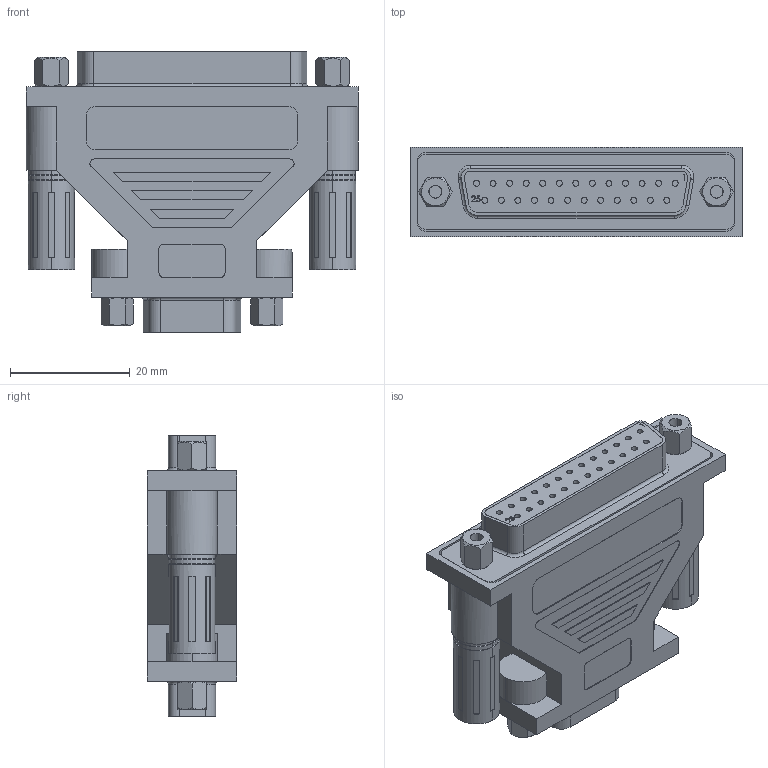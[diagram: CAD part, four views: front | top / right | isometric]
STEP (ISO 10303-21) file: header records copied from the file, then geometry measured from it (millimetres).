
FILE_DESCRIPTION (( 'STEP AP203' ), '1' );
FILE_NAME ('DGL259FF-IBM.STEP', '2014-10-03T12:23:56', ( 'x' ), ( '' ), 'SwSTEP 2.0', 'SolidWorks 2014', '' );
FILE_SCHEMA (( 'CONFIG_CONTROL_DESIGN' ));
Length unit declared in the file: inch
Products named in the file (9): DGL259-MA2; DGL259-MA3 ; DGL259-MA4; SD9S; SD25S; SDHS-PROD_DEFAULT; 3AA05-004; DGL259FF-IBM; DGL259FF-IBM-MA1
Assembly tree (15 placements, depth 2):
  DGL259FF-IBM
    DGL259FF-IBM-MA1
    DGL259-MA2  x2
    DGL259-MA3   x2
    DGL259-MA4  x4
    SD9S
    SD25S
    SDHS-PROD_DEFAULT  x2
    3AA05-004  x2
Bounding box: 55.52 x 14.99 x 46.94 mm (x, y, z)
Volume: 27580.6 mm3; surface area: 14033.7 mm2
Topology: 15 solids, 15 shells, 1095 faces, 2517 edges, 1568 vertices
Faces by surface type: plane 522, cylinder 409, cone 84, torus 44, bspline 28, sphere 8
Entity records: 29303 total; most frequent: CARTESIAN_POINT 6370, DIRECTION 4791, ORIENTED_EDGE 4318, EDGE_CURVE 2159, AXIS2_PLACEMENT_3D 1784, VERTEX_POINT 1351, VECTOR 1223, LINE 1223
